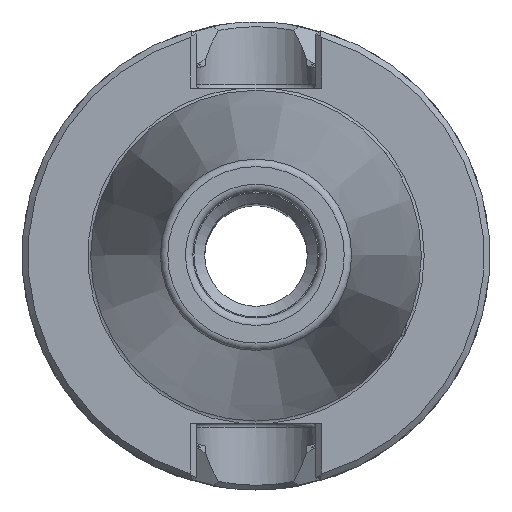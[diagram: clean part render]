
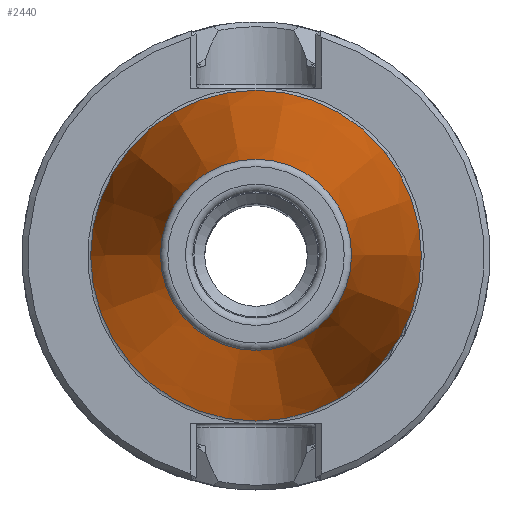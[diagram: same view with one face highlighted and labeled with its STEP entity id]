
A CAD part, top view. The second image highlights one B-rep face of the part: STEP entity #2440.
In plain terms, the highlighted conical face has half-angle 8.297 degrees and reference radius 12.871 mm.
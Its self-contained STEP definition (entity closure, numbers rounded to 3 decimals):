
#252=CONICAL_SURFACE('',#2616,12.871,0.145);
#409=ORIENTED_EDGE('',*,*,#786,.T.);
#410=ORIENTED_EDGE('',*,*,#785,.F.);
#785=EDGE_CURVE('',#1000,#1000,#1159,.T.);
#786=EDGE_CURVE('',#1001,#1001,#1160,.T.);
#1000=VERTEX_POINT('',#3394);
#1001=VERTEX_POINT('',#3397);
#1159=CIRCLE('',#2615,12.871);
#1160=CIRCLE('',#2617,22.268);
#1302=EDGE_LOOP('',(#409));
#1303=EDGE_LOOP('',(#410));
#1478=FACE_BOUND('',#1302,.T.);
#1479=FACE_BOUND('',#1303,.T.);
#2440=ADVANCED_FACE('',(#1478,#1479),#252,.T.);
#2615=AXIS2_PLACEMENT_3D('',#3393,#2944,#2945);
#2616=AXIS2_PLACEMENT_3D('',#3395,#2946,#2947);
#2617=AXIS2_PLACEMENT_3D('',#3396,#2948,#2949);
#2944=DIRECTION('',(0.,0.,1.));
#2945=DIRECTION('',(1.,0.,0.));
#2946=DIRECTION('',(0.,0.,-1.));
#2947=DIRECTION('',(-1.,0.,0.));
#2948=DIRECTION('',(0.,0.,1.));
#2949=DIRECTION('',(1.,0.,0.));
#3393=CARTESIAN_POINT('',(0.,0.,64.544));
#3394=CARTESIAN_POINT('',(12.871,0.,64.544));
#3395=CARTESIAN_POINT('',(0.,0.,64.544));
#3396=CARTESIAN_POINT('',(0.,0.,0.106));
#3397=CARTESIAN_POINT('',(22.268,0.,0.106));
